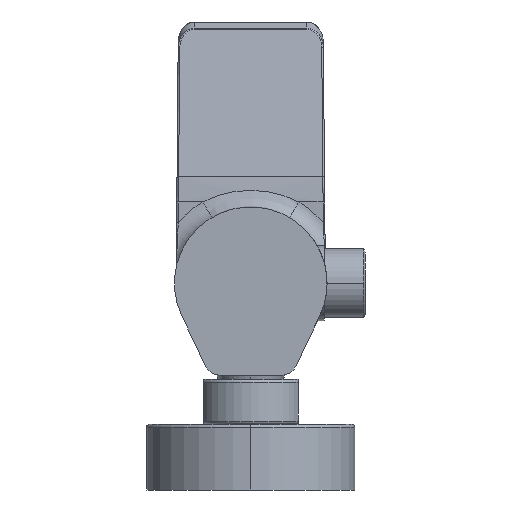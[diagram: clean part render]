
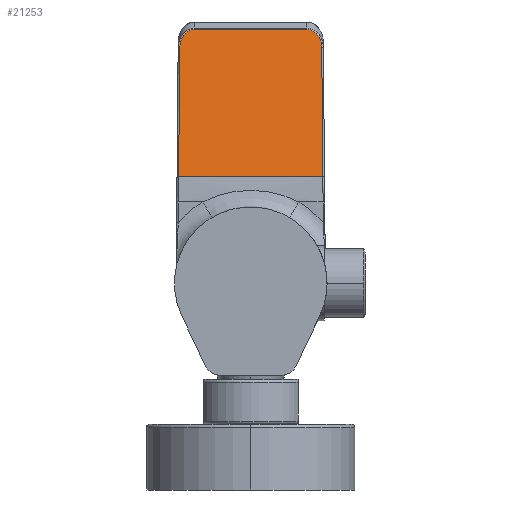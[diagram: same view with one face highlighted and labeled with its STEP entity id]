
A CAD part, left-side view. The second image highlights one B-rep face of the part: STEP entity #21253.
In plain terms, the highlighted planar face has unit normal (-0.985, 0, 0.174).
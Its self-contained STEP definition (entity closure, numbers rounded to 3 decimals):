
#18195=CARTESIAN_POINT('',(157.771,-21.969,
32.415));
#18246=DIRECTION('',(0.,-1.,0.));
#18247=VECTOR('',#18246,43.937);
#18248=CARTESIAN_POINT('',(157.771,21.969,32.415));
#18249=LINE('',#18248,#18247);
#18273=DIRECTION('',(-0.174,-0.009,-0.985));
#18274=VECTOR('',#18273,39.99);
#18275=CARTESIAN_POINT('',(164.715,-21.625,
71.796));
#18276=LINE('',#18275,#18274);
#18277=DIRECTION('',(0.174,-0.009,0.985));
#18278=VECTOR('',#18277,39.99);
#18279=CARTESIAN_POINT('',(157.771,21.969,32.415));
#18280=LINE('',#18279,#18278);
#18281=CARTESIAN_POINT('',(164.715,21.625,71.796));
#18282=CARTESIAN_POINT('',(164.737,21.624,71.922));
#18283=CARTESIAN_POINT('',(164.781,21.615,72.172));
#18284=CARTESIAN_POINT('',(164.847,21.582,72.546));
#18285=CARTESIAN_POINT('',(164.912,21.529,72.914));
#18286=CARTESIAN_POINT('',(164.975,21.457,73.275));
#18287=CARTESIAN_POINT('',(165.037,21.367,73.627));
#18288=CARTESIAN_POINT('',(165.097,21.26,73.967));
#18289=CARTESIAN_POINT('',(165.155,21.137,74.294));
#18290=CARTESIAN_POINT('',(165.21,20.999,74.607));
#18291=CARTESIAN_POINT('',(165.263,20.848,74.905));
#18292=CARTESIAN_POINT('',(165.312,20.685,75.185));
#18293=CARTESIAN_POINT('',(165.359,20.511,75.449));
#18294=CARTESIAN_POINT('',(165.402,20.328,75.695));
#18295=CARTESIAN_POINT('',(165.442,20.138,75.923));
#18296=CARTESIAN_POINT('',(165.479,19.94,76.133));
#18297=CARTESIAN_POINT('',(165.513,19.737,76.326));
#18298=CARTESIAN_POINT('',(165.544,19.529,76.501));
#18299=CARTESIAN_POINT('',(165.572,19.317,76.659));
#18300=CARTESIAN_POINT('',(165.597,19.102,76.8));
#18301=CARTESIAN_POINT('',(165.619,18.885,76.925));
#18302=CARTESIAN_POINT('',(165.638,18.665,77.034));
#18303=CARTESIAN_POINT('',(165.655,18.445,77.127));
#18304=CARTESIAN_POINT('',(165.668,18.223,77.205));
#18305=CARTESIAN_POINT('',(165.679,18.,77.268));
#18306=CARTESIAN_POINT('',(165.688,17.777,77.317));
#18307=CARTESIAN_POINT('',(165.694,17.554,77.352));
#18308=CARTESIAN_POINT('',(165.698,17.331,77.372));
#18309=CARTESIAN_POINT('',(165.699,17.184,77.377));
#18310=CARTESIAN_POINT('',(165.699,17.111,77.377));
#18312=DIRECTION('',(0.,-1.,0.));
#18313=VECTOR('',#18312,34.222);
#18314=CARTESIAN_POINT('',(165.699,17.111,77.377));
#18315=LINE('',#18314,#18313);
#18316=CARTESIAN_POINT('',(165.699,-17.111,
77.377));
#18317=CARTESIAN_POINT('',(165.699,-17.181,
77.377));
#18318=CARTESIAN_POINT('',(165.698,-17.321,
77.373));
#18319=CARTESIAN_POINT('',(165.695,-17.533,
77.354));
#18320=CARTESIAN_POINT('',(165.689,-17.746,
77.323));
#18321=CARTESIAN_POINT('',(165.681,-17.96,
77.278));
#18322=CARTESIAN_POINT('',(165.671,-18.175,
77.22));
#18323=CARTESIAN_POINT('',(165.658,-18.389,
77.148));
#18324=CARTESIAN_POINT('',(165.643,-18.603,
77.061));
#18325=CARTESIAN_POINT('',(165.625,-18.815,
76.961));
#18326=CARTESIAN_POINT('',(165.605,-19.025,
76.846));
#18327=CARTESIAN_POINT('',(165.582,-19.233,
76.716));
#18328=CARTESIAN_POINT('',(165.556,-19.439,
76.57));
#18329=CARTESIAN_POINT('',(165.528,-19.641,
76.409));
#18330=CARTESIAN_POINT('',(165.497,-19.84,
76.231));
#18331=CARTESIAN_POINT('',(165.462,-20.034,
76.036));
#18332=CARTESIAN_POINT('',(165.425,-20.222,
75.825));
#18333=CARTESIAN_POINT('',(165.385,-20.403,
75.598));
#18334=CARTESIAN_POINT('',(165.342,-20.576,
75.354));
#18335=CARTESIAN_POINT('',(165.296,-20.74,
75.093));
#18336=CARTESIAN_POINT('',(165.247,-20.894,
74.817));
#18337=CARTESIAN_POINT('',(165.196,-21.037,
74.525));
#18338=CARTESIAN_POINT('',(165.142,-21.166,
74.219));
#18339=CARTESIAN_POINT('',(165.085,-21.282,
73.9));
#18340=CARTESIAN_POINT('',(165.027,-21.383,
73.569));
#18341=CARTESIAN_POINT('',(164.967,-21.467,
73.227));
#18342=CARTESIAN_POINT('',(164.905,-21.535,
72.878));
#18343=CARTESIAN_POINT('',(164.842,-21.584,
72.521));
#18344=CARTESIAN_POINT('',(164.779,-21.616,
72.16));
#18345=CARTESIAN_POINT('',(164.736,-21.624,
71.918));
#18346=CARTESIAN_POINT('',(164.715,-21.625,
71.796));
#18927=VERTEX_POINT('',#18195);
#18930=CARTESIAN_POINT('',(164.715,-21.625,
71.796));
#18931=VERTEX_POINT('',#18930);
#18933=VERTEX_POINT('',#18316);
#18936=CARTESIAN_POINT('',(165.699,17.111,77.377));
#18937=VERTEX_POINT('',#18936);
#18939=VERTEX_POINT('',#18281);
#18942=CARTESIAN_POINT('',(157.771,21.969,32.415));
#18943=VERTEX_POINT('',#18942);
#21239=CARTESIAN_POINT('',(165.741,22.455,77.617));
#21240=DIRECTION('',(-0.985,0.,0.174));
#21241=DIRECTION('',(-0.174,0.,-0.985));
#21242=AXIS2_PLACEMENT_3D('',#21239,#21240,#21241);
#21243=PLANE('',#21242);
#21244=ORIENTED_EDGE('',*,*,#21028,.T.);
#21245=ORIENTED_EDGE('',*,*,#21141,.F.);
#21246=ORIENTED_EDGE('',*,*,#20444,.T.);
#21247=ORIENTED_EDGE('',*,*,#20527,.T.);
#21249=ORIENTED_EDGE('',*,*,#21248,.T.);
#21250=ORIENTED_EDGE('',*,*,#21006,.T.);
#21251=EDGE_LOOP('',(#21244,#21245,#21246,#21247,#21249,#21250));
#21252=FACE_OUTER_BOUND('',#21251,.F.);
#21253=ADVANCED_FACE('',(#21252),#21243,.T.);
#18311=B_SPLINE_CURVE_WITH_KNOTS('',3,(#18281,#18282,#18283,#18284,#18285,
#18286,#18287,#18288,#18289,#18290,#18291,#18292,#18293,#18294,#18295,#18296,
#18297,#18298,#18299,#18300,#18301,#18302,#18303,#18304,#18305,#18306,#18307,
#18308,#18309,#18310),.UNSPECIFIED.,.F.,.F.,(4,1,1,1,1,1,1,1,1,1,1,1,1,1,1,1,1,
1,1,1,1,1,1,1,1,1,1,4),(0.,0.037,0.074,
0.111,0.148,0.185,0.222,
0.259,0.296,0.333,0.37,
0.407,0.444,0.481,0.519,
0.556,0.593,0.63,0.667,
0.704,0.741,0.778,0.815,
0.852,0.889,0.926,0.963,1.),
.UNSPECIFIED.);
#18347=B_SPLINE_CURVE_WITH_KNOTS('',3,(#18316,#18317,#18318,#18319,#18320,
#18321,#18322,#18323,#18324,#18325,#18326,#18327,#18328,#18329,#18330,#18331,
#18332,#18333,#18334,#18335,#18336,#18337,#18338,#18339,#18340,#18341,#18342,
#18343,#18344,#18345,#18346),.UNSPECIFIED.,.F.,.F.,(4,1,1,1,1,1,1,1,1,1,1,1,1,1,
1,1,1,1,1,1,1,1,1,1,1,1,1,1,4),(0.,0.036,0.071,
0.107,0.143,0.179,0.214,0.25,
0.286,0.321,0.357,0.393,
0.429,0.464,0.5,0.536,0.571,
0.607,0.643,0.679,0.714,0.75,
0.786,0.821,0.857,0.893,
0.929,0.964,1.),.UNSPECIFIED.);
#20444=EDGE_CURVE('',#18943,#18939,#18280,.T.);
#20527=EDGE_CURVE('',#18939,#18937,#18311,.T.);
#21006=EDGE_CURVE('',#18933,#18931,#18347,.T.);
#21028=EDGE_CURVE('',#18931,#18927,#18276,.T.);
#21141=EDGE_CURVE('',#18943,#18927,#18249,.T.);
#21248=EDGE_CURVE('',#18937,#18933,#18315,.T.);
